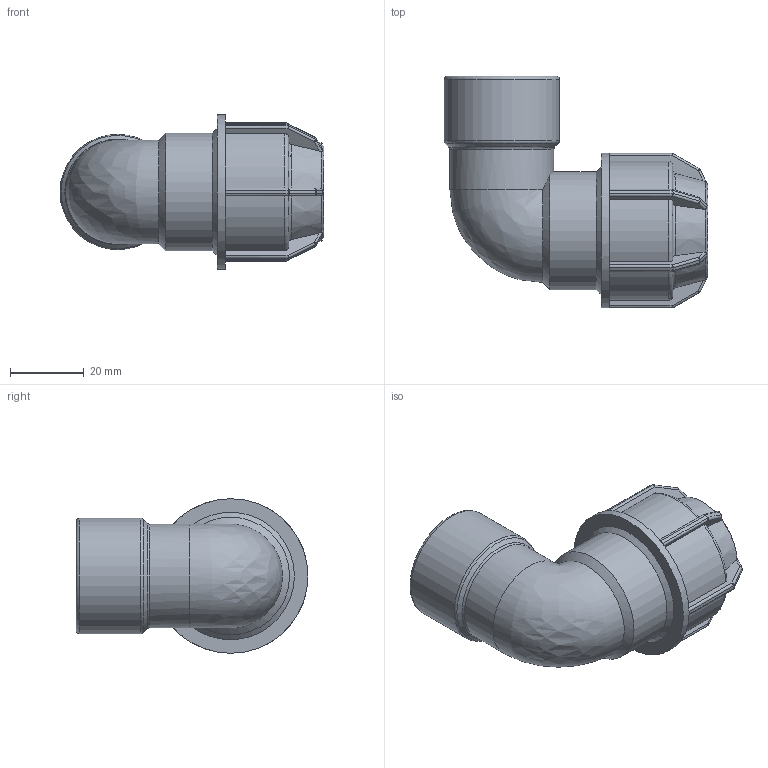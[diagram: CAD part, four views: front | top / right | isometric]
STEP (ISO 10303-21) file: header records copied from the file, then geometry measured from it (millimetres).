
FILE_DESCRIPTION(/* description */ ('L.14 90° ELBOW FEMALE ADAPTOR (SILVER) 20-3/4"'),/* implementation_level */ '2;1');
FILE_NAME(/* name */ '141500020007.ipt.stp',/* time_stamp */ '2018-04-09T13:04:47+03:00',/* author */ ('KIM'),/* organization */ (''),/* preprocessor_version */ 'ST-DEVELOPER v15.6',/* originating_system */ 'Autodesk Inventor 2015',/* authorisation */ '');
FILE_SCHEMA (('AUTOMOTIVE_DESIGN { 1 0 10303 214 3 1 1 }'));
Length unit declared in the file: millimetre
Products named in the file (1): 141500020007
Bounding box: 71.68 x 63 x 42 mm (x, y, z)
Volume: 44110.4 mm3; surface area: 17974.3 mm2
Topology: 1 solids, 1 shells, 216 faces, 515 edges, 295 vertices
Faces by surface type: plane 100, cylinder 63, sphere 24, torus 18, cone 10, bspline 1
Full cylindrical faces by diameter (mm): 18 x1, 19.294 x1, 20 x2, 24.117 x1, 28.217 x1, 31.352 x1, 32 x1, 42 x1
Entity records: 6204 total; most frequent: CARTESIAN_POINT 1603, DIRECTION 968, ORIENTED_EDGE 932, EDGE_CURVE 466, AXIS2_PLACEMENT_3D 394, VERTEX_POINT 278, EDGE_LOOP 238, FACE_OUTER_BOUND 213
